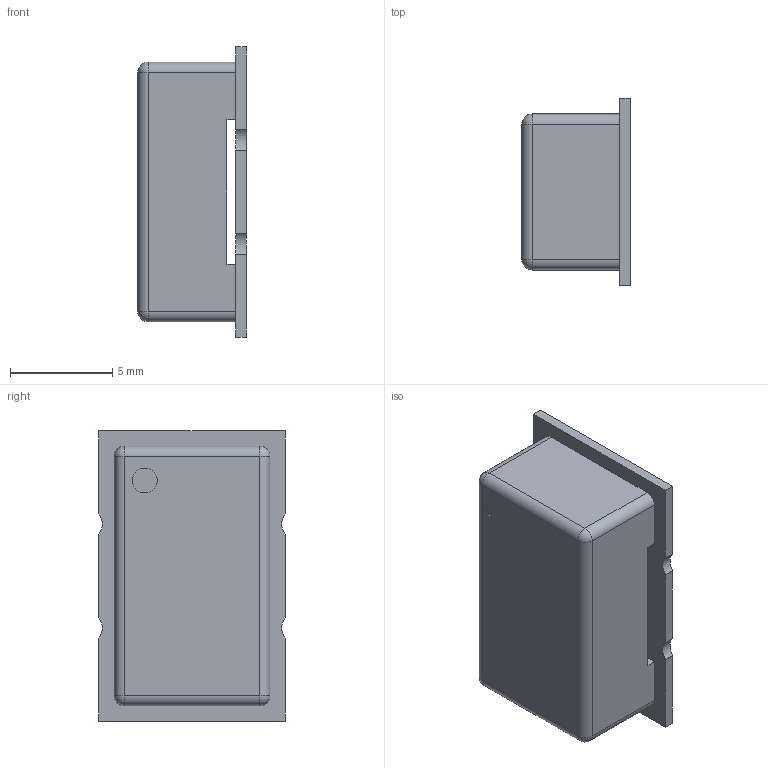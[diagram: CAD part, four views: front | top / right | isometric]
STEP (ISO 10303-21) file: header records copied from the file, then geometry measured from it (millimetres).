
FILE_DESCRIPTION (( 'STEP AP214' ), '1' );
FILE_NAME ('CCSS-945X-25-100.000.STEP', '2025-09-23T08:26:28', ( '' ), ( '' ), 'SwSTEP 2.0', 'SolidWorks 2024', '' );
FILE_SCHEMA (( 'AUTOMOTIVE_DESIGN' ));
Length unit declared in the file: millimetre
Products named in the file (1): CCSS-945X-25-100.000
Bounding box: 5.3 x 9.19 x 14.2 mm (x, y, z)
Volume: 502.5 mm3; surface area: 573.2 mm2
Topology: 1 solids, 1 shells, 53 faces, 142 edges, 88 vertices
Faces by surface type: plane 32, cylinder 17, sphere 4
Entity records: 2000 total; most frequent: CARTESIAN_POINT 280, DIRECTION 280, ORIENTED_EDGE 276, EDGE_CURVE 138, LINE 104, VECTOR 104, VERTEX_POINT 88, AXIS2_PLACEMENT_3D 88
